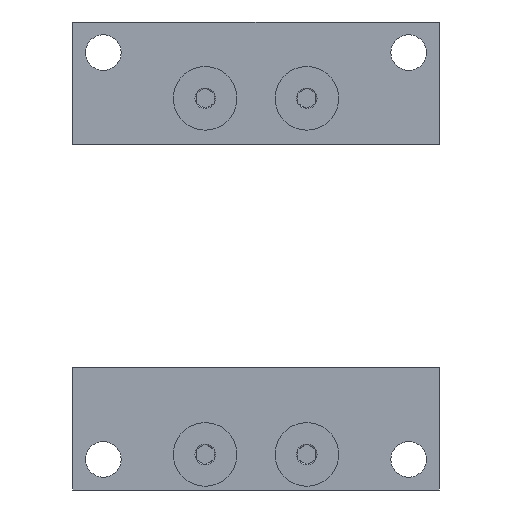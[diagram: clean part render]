
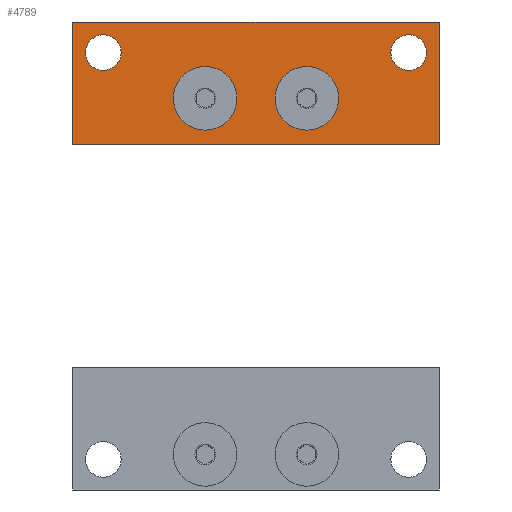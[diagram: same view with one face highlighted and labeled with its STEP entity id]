
A CAD part, front view. The second image highlights one B-rep face of the part: STEP entity #4789.
In plain terms, the highlighted planar face has unit normal (0, -1, 0).
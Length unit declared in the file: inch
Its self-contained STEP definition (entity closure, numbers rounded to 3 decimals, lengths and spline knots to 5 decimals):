
#70 = EDGE_CURVE ( 'NONE', #11076, #875, #8971, .T. ) ;
#529 = ORIENTED_EDGE ( 'NONE', *, *, #7442, .T. ) ;
#539 = ORIENTED_EDGE ( 'NONE', *, *, #70, .T. ) ;
#649 = ORIENTED_EDGE ( 'NONE', *, *, #9723, .F. ) ;
#666 = AXIS2_PLACEMENT_3D ( 'NONE', #2802, #16757, #16582 ) ;
#875 = VERTEX_POINT ( 'NONE', #12460 ) ;
#1186 = EDGE_CURVE ( 'NONE', #2866, #4934, #13013, .T. ) ;
#1244 = VERTEX_POINT ( 'NONE', #7791 ) ;
#1312 = CARTESIAN_POINT ( 'NONE',  ( 0.625, 0., 0.203 ) ) ;
#1411 = EDGE_LOOP ( 'NONE', ( #5217, #8290 ) ) ;
#1592 = EDGE_LOOP ( 'NONE', ( #3289, #5301 ) ) ;
#2071 = CARTESIAN_POINT ( 'NONE',  ( 2.25, 0., 0.75 ) ) ;
#2248 = DIRECTION ( 'NONE',  ( 0., 0., -1. ) ) ;
#2424 = CARTESIAN_POINT ( 'NONE',  ( -2.25, 0., -0.75 ) ) ;
#2487 = DIRECTION ( 'NONE',  ( 0., 1., 0. ) ) ;
#2525 = AXIS2_PLACEMENT_3D ( 'NONE', #3552, #9075, #14617 ) ;
#2543 = CARTESIAN_POINT ( 'NONE',  ( 0.625, 0., -0.1875 ) ) ;
#2577 = ORIENTED_EDGE ( 'NONE', *, *, #5109, .F. ) ;
#2683 = EDGE_CURVE ( 'NONE', #2751, #2718, #15855, .T. ) ;
#2718 = VERTEX_POINT ( 'NONE', #10700 ) ;
#2751 = VERTEX_POINT ( 'NONE', #1312 ) ;
#2802 = CARTESIAN_POINT ( 'NONE',  ( 2.25, 0., -0.75 ) ) ;
#2850 = CARTESIAN_POINT ( 'NONE',  ( -0.625, 0., -0.1875 ) ) ;
#2866 = VERTEX_POINT ( 'NONE', #10071 ) ;
#3251 = VERTEX_POINT ( 'NONE', #8219 ) ;
#3289 = ORIENTED_EDGE ( 'NONE', *, *, #9085, .F. ) ;
#3411 = CARTESIAN_POINT ( 'NONE',  ( 2.25, 0., -0.75 ) ) ;
#3552 = CARTESIAN_POINT ( 'NONE',  ( 0.625, 0., -0.1875 ) ) ;
#3579 = EDGE_CURVE ( 'NONE', #6445, #3251, #8507, .T. ) ;
#3818 = VECTOR ( 'NONE', #10653, 39.37008 ) ;
#4789 = ADVANCED_FACE ( 'NONE', ( #11054, #7053, #8138, #8230, #11235 ), #6872, .T. ) ;
#4934 = VERTEX_POINT ( 'NONE', #11514 ) ;
#4935 = ORIENTED_EDGE ( 'NONE', *, *, #6783, .F. ) ;
#5037 = CARTESIAN_POINT ( 'NONE',  ( -2.25, 0., 0.75 ) ) ;
#5109 = EDGE_CURVE ( 'NONE', #12527, #9998, #13315, .T. ) ;
#5217 = ORIENTED_EDGE ( 'NONE', *, *, #14352, .F. ) ;
#5301 = ORIENTED_EDGE ( 'NONE', *, *, #2683, .F. ) ;
#5344 = DIRECTION ( 'NONE',  ( 0., -1., 0. ) ) ;
#6175 = DIRECTION ( 'NONE',  ( 0., 0., -1. ) ) ;
#6241 = VECTOR ( 'NONE', #10226, 39.37008 ) ;
#6404 = CIRCLE ( 'NONE', #11930, 0.2185 ) ;
#6406 = DIRECTION ( 'NONE',  ( 0., 1., 0. ) ) ;
#6445 = VERTEX_POINT ( 'NONE', #10397 ) ;
#6534 = CIRCLE ( 'NONE', #7118, 0.2185 ) ;
#6783 = EDGE_CURVE ( 'NONE', #9998, #1244, #10473, .T. ) ;
#6841 = CARTESIAN_POINT ( 'NONE',  ( 1.875, 0., 0.375 ) ) ;
#6872 = PLANE ( 'NONE',  #666 ) ;
#7003 = DIRECTION ( 'NONE',  ( 0., 1., 0. ) ) ;
#7053 = FACE_BOUND ( 'NONE', #1592, .T. ) ;
#7118 = AXIS2_PLACEMENT_3D ( 'NONE', #15858, #6406, #17117 ) ;
#7372 = CIRCLE ( 'NONE', #13447, 0.3905 ) ;
#7442 = EDGE_CURVE ( 'NONE', #3251, #6445, #6534, .T. ) ;
#7791 = CARTESIAN_POINT ( 'NONE',  ( -2.25, 0., 0.75 ) ) ;
#8105 = DIRECTION ( 'NONE',  ( 0., 1., 0. ) ) ;
#8115 = EDGE_CURVE ( 'NONE', #1244, #8753, #9287, .T. ) ;
#8138 = FACE_BOUND ( 'NONE', #9276, .T. ) ;
#8219 = CARTESIAN_POINT ( 'NONE',  ( -1.875, 0., 0.1565 ) ) ;
#8230 = FACE_BOUND ( 'NONE', #15567, .T. ) ;
#8290 = ORIENTED_EDGE ( 'NONE', *, *, #1186, .F. ) ;
#8432 = CARTESIAN_POINT ( 'NONE',  ( -2.25, 0., -0.75 ) ) ;
#8507 = CIRCLE ( 'NONE', #9100, 0.2185 ) ;
#8753 = VERTEX_POINT ( 'NONE', #11178 ) ;
#8971 = CIRCLE ( 'NONE', #12473, 0.2185 ) ;
#9075 = DIRECTION ( 'NONE',  ( 0., -1., 0. ) ) ;
#9085 = EDGE_CURVE ( 'NONE', #2718, #2751, #14284, .T. ) ;
#9100 = AXIS2_PLACEMENT_3D ( 'NONE', #16708, #7003, #2248 ) ;
#9276 = EDGE_LOOP ( 'NONE', ( #539, #14060 ) ) ;
#9287 = LINE ( 'NONE', #5037, #3818 ) ;
#9357 = ORIENTED_EDGE ( 'NONE', *, *, #8115, .F. ) ;
#9549 = CARTESIAN_POINT ( 'NONE',  ( 1.875, 0., 0.375 ) ) ;
#9723 = EDGE_CURVE ( 'NONE', #8753, #12527, #11406, .T. ) ;
#9741 = DIRECTION ( 'NONE',  ( 0., 0., -1. ) ) ;
#9943 = VECTOR ( 'NONE', #12945, 39.37008 ) ;
#9998 = VERTEX_POINT ( 'NONE', #8432 ) ;
#10071 = CARTESIAN_POINT ( 'NONE',  ( -0.625, 0., 0.203 ) ) ;
#10178 = CARTESIAN_POINT ( 'NONE',  ( -0.625, 0., -0.1875 ) ) ;
#10226 = DIRECTION ( 'NONE',  ( 0., 0., -1. ) ) ;
#10397 = CARTESIAN_POINT ( 'NONE',  ( -1.875, 0., 0.5935 ) ) ;
#10473 = LINE ( 'NONE', #13207, #9943 ) ;
#10481 = VECTOR ( 'NONE', #11868, 39.37008 ) ;
#10597 = EDGE_LOOP ( 'NONE', ( #649, #9357, #4935, #2577 ) ) ;
#10653 = DIRECTION ( 'NONE',  ( 1., 0., 0. ) ) ;
#10700 = CARTESIAN_POINT ( 'NONE',  ( 0.625, 0., -0.578 ) ) ;
#10888 = DIRECTION ( 'NONE',  ( 0., 0., -1. ) ) ;
#11054 = FACE_BOUND ( 'NONE', #1411, .T. ) ;
#11076 = VERTEX_POINT ( 'NONE', #12411 ) ;
#11178 = CARTESIAN_POINT ( 'NONE',  ( 2.25, 0., 0.75 ) ) ;
#11235 = FACE_OUTER_BOUND ( 'NONE', #10597, .T. ) ;
#11406 = LINE ( 'NONE', #2071, #6241 ) ;
#11514 = CARTESIAN_POINT ( 'NONE',  ( -0.625, 0., -0.578 ) ) ;
#11664 = AXIS2_PLACEMENT_3D ( 'NONE', #2543, #5344, #10888 ) ;
#11868 = DIRECTION ( 'NONE',  ( -1., 0., 0. ) ) ;
#11930 = AXIS2_PLACEMENT_3D ( 'NONE', #6841, #8105, #15189 ) ;
#12411 = CARTESIAN_POINT ( 'NONE',  ( 1.875, 0., 0.5935 ) ) ;
#12460 = CARTESIAN_POINT ( 'NONE',  ( 1.875, 0., 0.1565 ) ) ;
#12473 = AXIS2_PLACEMENT_3D ( 'NONE', #9549, #2487, #16258 ) ;
#12527 = VERTEX_POINT ( 'NONE', #3411 ) ;
#12838 = DIRECTION ( 'NONE',  ( 0., -1., 0. ) ) ;
#12945 = DIRECTION ( 'NONE',  ( 0., 0., 1. ) ) ;
#13013 = CIRCLE ( 'NONE', #15303, 0.3905 ) ;
#13207 = CARTESIAN_POINT ( 'NONE',  ( -2.25, 0., 0.75 ) ) ;
#13262 = DIRECTION ( 'NONE',  ( 0., -1., 0. ) ) ;
#13315 = LINE ( 'NONE', #2424, #10481 ) ;
#13447 = AXIS2_PLACEMENT_3D ( 'NONE', #2850, #12838, #9741 ) ;
#14060 = ORIENTED_EDGE ( 'NONE', *, *, #17435, .T. ) ;
#14284 = CIRCLE ( 'NONE', #11664, 0.3905 ) ;
#14352 = EDGE_CURVE ( 'NONE', #4934, #2866, #7372, .T. ) ;
#14617 = DIRECTION ( 'NONE',  ( 0., 0., -1. ) ) ;
#15189 = DIRECTION ( 'NONE',  ( 0., 0., -1. ) ) ;
#15303 = AXIS2_PLACEMENT_3D ( 'NONE', #10178, #13262, #6175 ) ;
#15567 = EDGE_LOOP ( 'NONE', ( #17593, #529 ) ) ;
#15855 = CIRCLE ( 'NONE', #2525, 0.3905 ) ;
#15858 = CARTESIAN_POINT ( 'NONE',  ( -1.875, 0., 0.375 ) ) ;
#16258 = DIRECTION ( 'NONE',  ( 0., 0., -1. ) ) ;
#16582 = DIRECTION ( 'NONE',  ( 0., 0., -1. ) ) ;
#16708 = CARTESIAN_POINT ( 'NONE',  ( -1.875, 0., 0.375 ) ) ;
#16757 = DIRECTION ( 'NONE',  ( 0., -1., 0. ) ) ;
#17117 = DIRECTION ( 'NONE',  ( 0., 0., -1. ) ) ;
#17435 = EDGE_CURVE ( 'NONE', #875, #11076, #6404, .T. ) ;
#17593 = ORIENTED_EDGE ( 'NONE', *, *, #3579, .T. ) ;
